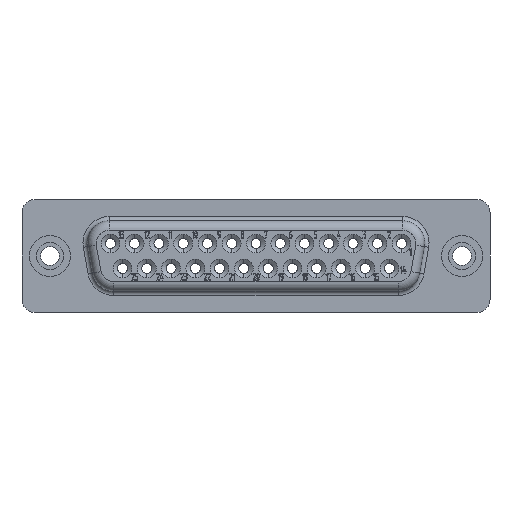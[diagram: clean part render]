
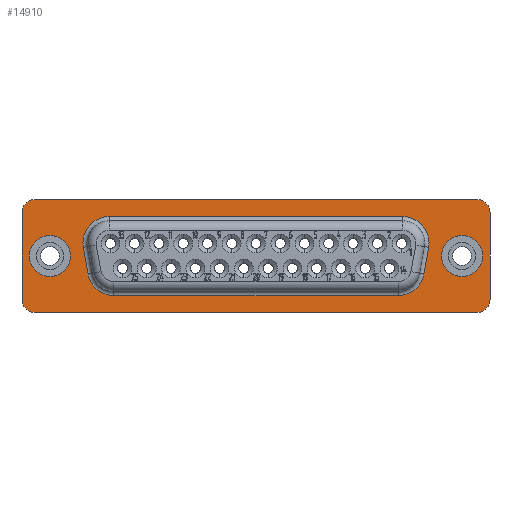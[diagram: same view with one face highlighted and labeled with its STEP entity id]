
A CAD part, front view. The second image highlights one B-rep face of the part: STEP entity #14910.
In plain terms, the highlighted face is planar.
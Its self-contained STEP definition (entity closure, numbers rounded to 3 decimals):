
#3930=CARTESIAN_POINT('',(-211.161,184.817,13.12));
#3940=VERTEX_POINT('',#3930);
#3970=CARTESIAN_POINT('',(0.,184.817,13.12));
#3980=DIRECTION('',(-1.,0.,0.));
#3990=VECTOR('',#3980,1.);
#4000=LINE('',#3970,#3990);
#4010=CARTESIAN_POINT('',(-221.091,184.817,13.12));
#4020=VERTEX_POINT('',#4010);
#4030=EDGE_CURVE('',#3940,#4020,#4000,.T.);
#6480=CARTESIAN_POINT('',(-221.091,186.317,13.12));
#6490=DIRECTION('',(0.,0.,-1.));
#6500=DIRECTION('',(-1.,0.,0.));
#6510=AXIS2_PLACEMENT_3D('',#6480,#6490,#6500);
#6520=CIRCLE('',#6510,1.5);
#6530=CARTESIAN_POINT('',(-222.591,186.317,13.12));
#6540=VERTEX_POINT('',#6530);
#6550=EDGE_CURVE('',#4020,#6540,#6520,.T.);
#10220=CARTESIAN_POINT('',(-209.661,186.317,13.12));
#10230=VERTEX_POINT('',#10220);
#10400=CARTESIAN_POINT('',(-209.661,236.737,13.12));
#10410=VERTEX_POINT('',#10400);
#10440=CARTESIAN_POINT('',(-209.661,0.,13.12));
#10450=DIRECTION('',(0.,-1.,0.));
#10460=VECTOR('',#10450,1.);
#10470=LINE('',#10440,#10460);
#10480=EDGE_CURVE('',#10410,#10230,#10470,.T.);
#12730=CARTESIAN_POINT('',(-211.161,186.317,13.12));
#12740=DIRECTION('',(0.,0.,1.));
#12750=DIRECTION('',(1.,0.,0.));
#12760=AXIS2_PLACEMENT_3D('',#12730,#12740,#12750);
#12770=CIRCLE('',#12760,1.5);
#12780=EDGE_CURVE('',#3940,#10230,#12770,.T.);
#13480=CARTESIAN_POINT('',(-216.595,252.102,13.12));
#13490=DIRECTION('',(0.,0.,1.));
#13500=DIRECTION('',(-1.,0.,0.));
#13510=AXIS2_PLACEMENT_3D('',#13480,#13490,#13500);
#13520=PLANE('',#13510);
#13530=CARTESIAN_POINT('',(-214.616,228.277,13.12));
#13540=DIRECTION('',(0.,0.,-1.));
#13550=DIRECTION('',(-1.,0.,0.));
#13560=AXIS2_PLACEMENT_3D('',#13530,#13540,#13550);
#13570=CIRCLE('',#13560,3.);
#13580=CARTESIAN_POINT('',(-215.137,231.232,13.12));
#13590=VERTEX_POINT('',#13580);
#13600=CARTESIAN_POINT('',(-211.616,228.277,13.12));
#13610=VERTEX_POINT('',#13600);
#13620=EDGE_CURVE('',#13590,#13610,#13570,.T.);
#13630=ORIENTED_EDGE('',*,*,#13620,.F.);
#13640=CARTESIAN_POINT('',(-211.616,0.,13.12));
#13650=DIRECTION('',(0.,1.,0.));
#13660=VECTOR('',#13650,1.);
#13670=LINE('',#13640,#13660);
#13680=CARTESIAN_POINT('',(-211.616,194.777,13.12));
#13690=VERTEX_POINT('',#13680);
#13700=EDGE_CURVE('',#13690,#13610,#13670,.T.);
#13710=ORIENTED_EDGE('',*,*,#13700,.T.);
#13720=CARTESIAN_POINT('',(-214.616,194.777,13.12));
#13730=DIRECTION('',(0.,0.,-1.));
#13740=DIRECTION('',(-1.,0.,0.));
#13750=AXIS2_PLACEMENT_3D('',#13720,#13730,#13740);
#13760=CIRCLE('',#13750,3.);
#13770=CARTESIAN_POINT('',(-215.137,191.823,13.12));
#13780=VERTEX_POINT('',#13770);
#13790=EDGE_CURVE('',#13690,#13780,#13760,.T.);
#13800=ORIENTED_EDGE('',*,*,#13790,.F.);
#13810=CARTESIAN_POINT('',(0.,153.888,13.12));
#13820=DIRECTION('',(-0.985,0.174,0.));
#13830=VECTOR('',#13820,1.);
#13840=LINE('',#13810,#13830);
#13850=CARTESIAN_POINT('',(-218.157,192.355,13.12));
#13860=VERTEX_POINT('',#13850);
#13870=EDGE_CURVE('',#13780,#13860,#13840,.T.);
#13880=ORIENTED_EDGE('',*,*,#13870,.F.);
#13890=CARTESIAN_POINT('',(-217.636,195.31,13.12));
#13900=DIRECTION('',(0.,0.,1.));
#13910=DIRECTION('',(1.,0.,0.));
#13920=AXIS2_PLACEMENT_3D('',#13890,#13900,#13910);
#13930=CIRCLE('',#13920,3.);
#13940=CARTESIAN_POINT('',(-220.636,195.31,13.12));
#13950=VERTEX_POINT('',#13940);
#13960=EDGE_CURVE('',#13950,#13860,#13930,.T.);
#13970=ORIENTED_EDGE('',*,*,#13960,.T.);
#13980=CARTESIAN_POINT('',(-220.636,0.,13.12));
#13990=DIRECTION('',(0.,1.,0.));
#14000=VECTOR('',#13990,1.);
#14010=LINE('',#13980,#14000);
#14020=CARTESIAN_POINT('',(-220.636,227.745,13.12));
#14030=VERTEX_POINT('',#14020);
#14040=EDGE_CURVE('',#13950,#14030,#14010,.T.);
#14050=ORIENTED_EDGE('',*,*,#14040,.F.);
#14060=CARTESIAN_POINT('',(-217.636,227.745,13.12));
#14070=DIRECTION('',(0.,0.,1.));
#14080=DIRECTION('',(1.,0.,0.));
#14090=AXIS2_PLACEMENT_3D('',#14060,#14070,#14080);
#14100=CIRCLE('',#14090,3.);
#14110=CARTESIAN_POINT('',(-218.157,230.699,13.12));
#14120=VERTEX_POINT('',#14110);
#14130=EDGE_CURVE('',#14120,#14030,#14100,.T.);
#14140=ORIENTED_EDGE('',*,*,#14130,.T.);
#14150=CARTESIAN_POINT('',(0.,269.166,13.12));
#14160=DIRECTION('',(0.985,0.174,0.));
#14170=VECTOR('',#14160,1.);
#14180=LINE('',#14150,#14170);
#14190=EDGE_CURVE('',#14120,#13590,#14180,.T.);
#14200=ORIENTED_EDGE('',*,*,#14190,.F.);
#14210=EDGE_LOOP('',(#14200,#14140,#14050,#13970,#13880,#13800,#13710,
#13630));
#14220=FACE_BOUND('',#14210,.T.);
#14230=CARTESIAN_POINT('',(-216.126,235.047,13.12));
#14240=DIRECTION('',(0.,0.,-1.));
#14250=DIRECTION('',(0.,1.,0.));
#14260=AXIS2_PLACEMENT_3D('',#14230,#14240,#14250);
#14270=CIRCLE('',#14260,2.35);
#14280=CARTESIAN_POINT('',(-216.126,237.397,13.12));
#14290=VERTEX_POINT('',#14280);
#14300=CARTESIAN_POINT('',(-216.126,232.697,13.12));
#14310=VERTEX_POINT('',#14300);
#14320=EDGE_CURVE('',#14290,#14310,#14270,.T.);
#14330=ORIENTED_EDGE('',*,*,#14320,.F.);
#14340=EDGE_CURVE('',#14310,#14290,#14270,.T.);
#14350=ORIENTED_EDGE('',*,*,#14340,.F.);
#14360=EDGE_LOOP('',(#14350,#14330));
#14370=FACE_BOUND('',#14360,.T.);
#14380=CARTESIAN_POINT('',(-216.126,188.007,13.12));
#14390=DIRECTION('',(0.,0.,-1.));
#14400=DIRECTION('',(0.,1.,0.));
#14410=AXIS2_PLACEMENT_3D('',#14380,#14390,#14400);
#14420=CIRCLE('',#14410,2.35);
#14430=CARTESIAN_POINT('',(-216.126,190.357,13.12));
#14440=VERTEX_POINT('',#14430);
#14450=CARTESIAN_POINT('',(-216.126,185.657,13.12));
#14460=VERTEX_POINT('',#14450);
#14470=EDGE_CURVE('',#14440,#14460,#14420,.T.);
#14480=ORIENTED_EDGE('',*,*,#14470,.F.);
#14490=EDGE_CURVE('',#14460,#14440,#14420,.T.);
#14500=ORIENTED_EDGE('',*,*,#14490,.F.);
#14510=EDGE_LOOP('',(#14500,#14480));
#14520=FACE_BOUND('',#14510,.T.);
#14530=CARTESIAN_POINT('',(-211.161,236.737,13.12));
#14540=DIRECTION('',(0.,0.,-1.));
#14550=DIRECTION('',(-1.,0.,0.));
#14560=AXIS2_PLACEMENT_3D('',#14530,#14540,#14550);
#14570=CIRCLE('',#14560,1.5);
#14580=CARTESIAN_POINT('',(-211.161,238.237,13.12));
#14590=VERTEX_POINT('',#14580);
#14600=EDGE_CURVE('',#14590,#10410,#14570,.T.);
#14610=ORIENTED_EDGE('',*,*,#14600,.T.);
#14620=CARTESIAN_POINT('',(0.,238.237,13.12));
#14630=DIRECTION('',(1.,0.,0.));
#14640=VECTOR('',#14630,1.);
#14650=LINE('',#14620,#14640);
#14660=CARTESIAN_POINT('',(-221.091,238.237,13.12));
#14670=VERTEX_POINT('',#14660);
#14680=EDGE_CURVE('',#14670,#14590,#14650,.T.);
#14690=ORIENTED_EDGE('',*,*,#14680,.T.);
#14700=CARTESIAN_POINT('',(-221.091,236.737,13.12));
#14710=DIRECTION('',(0.,0.,1.));
#14720=DIRECTION('',(1.,0.,0.));
#14730=AXIS2_PLACEMENT_3D('',#14700,#14710,#14720);
#14740=CIRCLE('',#14730,1.5);
#14750=CARTESIAN_POINT('',(-222.591,236.737,13.12));
#14760=VERTEX_POINT('',#14750);
#14770=EDGE_CURVE('',#14670,#14760,#14740,.T.);
#14780=ORIENTED_EDGE('',*,*,#14770,.F.);
#14790=CARTESIAN_POINT('',(-222.591,0.,13.12));
#14800=DIRECTION('',(0.,1.,0.));
#14810=VECTOR('',#14800,1.);
#14820=LINE('',#14790,#14810);
#14830=EDGE_CURVE('',#6540,#14760,#14820,.T.);
#14840=ORIENTED_EDGE('',*,*,#14830,.T.);
#14850=ORIENTED_EDGE('',*,*,#6550,.T.);
#14860=ORIENTED_EDGE('',*,*,#4030,.T.);
#14870=ORIENTED_EDGE('',*,*,#12780,.F.);
#14880=ORIENTED_EDGE('',*,*,#10480,.T.);
#14890=EDGE_LOOP('',(#14880,#14870,#14860,#14850,#14840,#14780,#14690,
#14610));
#14900=FACE_OUTER_BOUND('',#14890,.T.);
#14910=ADVANCED_FACE('',(#14220,#14370,#14520,#14900),#13520,.F.);
